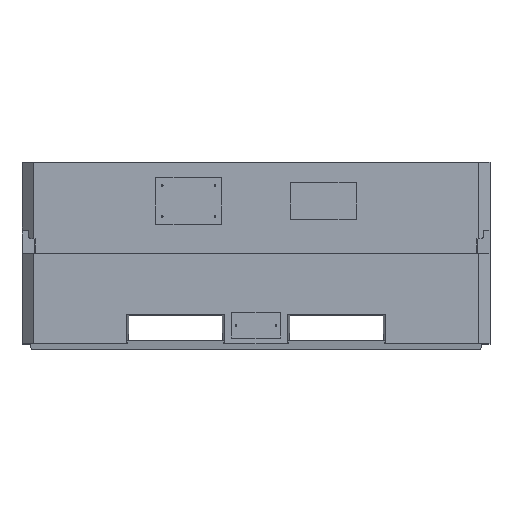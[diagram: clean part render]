
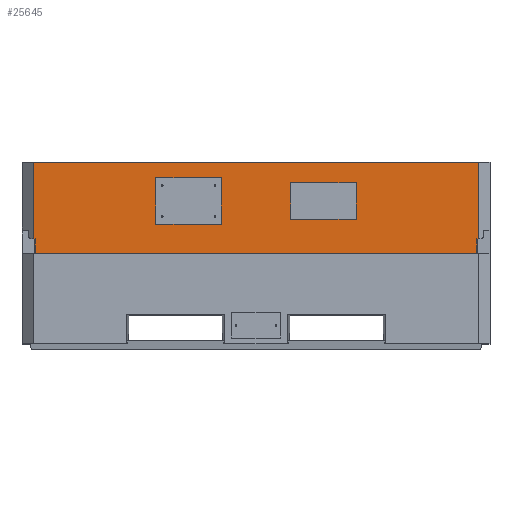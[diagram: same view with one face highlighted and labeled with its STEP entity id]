
A CAD part, top view. The second image highlights one B-rep face of the part: STEP entity #25645.
In plain terms, the highlighted planar face has unit normal (0, 0, 1).
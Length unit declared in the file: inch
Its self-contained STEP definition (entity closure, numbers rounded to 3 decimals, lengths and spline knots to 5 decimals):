
#22742=DIRECTION('',(-1.,0.,0.));
#22743=VECTOR('',#22742,59.);
#22744=CARTESIAN_POINT('',(29.5,0.,0.));
#22745=LINE('',#22744,#22743);
#22746=DIRECTION('',(0.,1.,0.));
#22747=VECTOR('',#22746,1.963);
#22748=CARTESIAN_POINT('',(-29.5,0.,0.));
#22749=LINE('',#22748,#22747);
#22750=DIRECTION('',(1.,-0.018,0.));
#22751=VECTOR('',#22750,0.25004);
#22752=CARTESIAN_POINT('',(-29.75,1.96744,0.));
#22753=LINE('',#22752,#22751);
#22754=DIRECTION('',(1.,0.,0.));
#22755=VECTOR('',#22754,59.5);
#22756=CARTESIAN_POINT('',(-29.75,12.191,0.));
#22757=LINE('',#22756,#22755);
#22758=DIRECTION('',(-1.,-0.018,0.));
#22759=VECTOR('',#22758,0.25004);
#22760=CARTESIAN_POINT('',(29.75,1.96744,0.));
#22761=LINE('',#22760,#22759);
#22762=DIRECTION('',(0.,1.,0.));
#22763=VECTOR('',#22762,1.963);
#22764=CARTESIAN_POINT('',(29.5,0.,0.));
#22765=LINE('',#22764,#22763);
#22766=DIRECTION('',(0.,-1.,0.));
#22767=VECTOR('',#22766,6.16904);
#22768=CARTESIAN_POINT('',(-13.37202,10.08762,0.));
#22769=LINE('',#22768,#22767);
#22770=DIRECTION('',(1.,0.,0.));
#22771=VECTOR('',#22770,8.74404);
#22772=CARTESIAN_POINT('',(-13.37202,3.91858,0.));
#22773=LINE('',#22772,#22771);
#22774=DIRECTION('',(0.,1.,0.));
#22775=VECTOR('',#22774,6.16904);
#22776=CARTESIAN_POINT('',(-4.62798,3.91858,0.));
#22777=LINE('',#22776,#22775);
#22778=DIRECTION('',(-1.,0.,0.));
#22779=VECTOR('',#22778,8.74404);
#22780=CARTESIAN_POINT('',(-4.62798,10.08762,0.));
#22781=LINE('',#22780,#22779);
#22782=DIRECTION('',(-1.,0.,0.));
#22783=VECTOR('',#22782,8.74404);
#22784=CARTESIAN_POINT('',(13.37202,9.42512,0.));
#22785=LINE('',#22784,#22783);
#22786=DIRECTION('',(0.,-1.,0.));
#22787=VECTOR('',#22786,4.84404);
#22788=CARTESIAN_POINT('',(4.62798,9.42512,0.));
#22789=LINE('',#22788,#22787);
#22790=DIRECTION('',(1.,0.,0.));
#22791=VECTOR('',#22790,8.74404);
#22792=CARTESIAN_POINT('',(4.62798,4.58108,0.));
#22793=LINE('',#22792,#22791);
#22794=DIRECTION('',(0.,1.,0.));
#22795=VECTOR('',#22794,4.84404);
#22796=CARTESIAN_POINT('',(13.37202,4.58108,0.));
#22797=LINE('',#22796,#22795);
#22944=DIRECTION('',(0.,1.,0.));
#22945=VECTOR('',#22944,10.22356);
#22946=CARTESIAN_POINT('',(29.75,1.96744,0.));
#22947=LINE('',#22946,#22945);
#23047=DIRECTION('',(0.,1.,0.));
#23048=VECTOR('',#23047,10.22356);
#23049=CARTESIAN_POINT('',(-29.75,1.96744,0.));
#23050=LINE('',#23049,#23048);
#24500=CARTESIAN_POINT('',(29.75,12.191,0.));
#24502=VERTEX_POINT('',#24500);
#24516=CARTESIAN_POINT('',(29.5,0.,0.));
#24518=VERTEX_POINT('',#24516);
#24520=CARTESIAN_POINT('',(29.5,1.963,0.));
#24521=VERTEX_POINT('',#24520);
#24522=CARTESIAN_POINT('',(29.75,1.96744,0.));
#24523=VERTEX_POINT('',#24522);
#24707=CARTESIAN_POINT('',(-29.75,12.191,0.));
#24709=VERTEX_POINT('',#24707);
#24723=CARTESIAN_POINT('',(-29.5,0.,0.));
#24725=VERTEX_POINT('',#24723);
#24727=CARTESIAN_POINT('',(-29.5,1.963,0.));
#24728=VERTEX_POINT('',#24727);
#24729=CARTESIAN_POINT('',(-29.75,1.96744,0.));
#24730=VERTEX_POINT('',#24729);
#24922=CARTESIAN_POINT('',(-13.37202,10.08762,0.));
#24923=CARTESIAN_POINT('',(-13.37202,3.91858,0.));
#24924=VERTEX_POINT('',#24922);
#24925=VERTEX_POINT('',#24923);
#24926=CARTESIAN_POINT('',(-4.62798,3.91858,0.));
#24927=VERTEX_POINT('',#24926);
#24928=CARTESIAN_POINT('',(-4.62798,10.08762,0.));
#24929=VERTEX_POINT('',#24928);
#24938=CARTESIAN_POINT('',(13.37202,9.42512,0.));
#24939=CARTESIAN_POINT('',(4.62798,9.42512,0.));
#24940=VERTEX_POINT('',#24938);
#24941=VERTEX_POINT('',#24939);
#24942=CARTESIAN_POINT('',(4.62798,4.58108,0.));
#24943=VERTEX_POINT('',#24942);
#24944=CARTESIAN_POINT('',(13.37202,4.58108,0.));
#24945=VERTEX_POINT('',#24944);
#25604=CARTESIAN_POINT('',(0.,0.,0.));
#25605=DIRECTION('',(0.,0.,1.));
#25606=DIRECTION('',(1.,0.,0.));
#25607=AXIS2_PLACEMENT_3D('',#25604,#25605,#25606);
#25608=PLANE('',#25607);
#25609=ORIENTED_EDGE('',*,*,#25067,.T.);
#25611=ORIENTED_EDGE('',*,*,#25610,.T.);
#25613=ORIENTED_EDGE('',*,*,#25612,.F.);
#25615=ORIENTED_EDGE('',*,*,#25614,.T.);
#25616=ORIENTED_EDGE('',*,*,#25570,.T.);
#25618=ORIENTED_EDGE('',*,*,#25617,.F.);
#25620=ORIENTED_EDGE('',*,*,#25619,.T.);
#25622=ORIENTED_EDGE('',*,*,#25621,.F.);
#25623=EDGE_LOOP('',(#25609,#25611,#25613,#25615,#25616,#25618,#25620,#25622));
#25624=FACE_OUTER_BOUND('',#25623,.F.);
#25626=ORIENTED_EDGE('',*,*,#25625,.T.);
#25628=ORIENTED_EDGE('',*,*,#25627,.T.);
#25630=ORIENTED_EDGE('',*,*,#25629,.T.);
#25632=ORIENTED_EDGE('',*,*,#25631,.T.);
#25633=EDGE_LOOP('',(#25626,#25628,#25630,#25632));
#25634=FACE_BOUND('',#25633,.F.);
#25636=ORIENTED_EDGE('',*,*,#25635,.T.);
#25638=ORIENTED_EDGE('',*,*,#25637,.T.);
#25640=ORIENTED_EDGE('',*,*,#25639,.T.);
#25642=ORIENTED_EDGE('',*,*,#25641,.T.);
#25643=EDGE_LOOP('',(#25636,#25638,#25640,#25642));
#25644=FACE_BOUND('',#25643,.F.);
#25645=ADVANCED_FACE('',(#25624,#25634,#25644),#25608,.T.);
#25067=EDGE_CURVE('',#24518,#24725,#22745,.T.);
#25570=EDGE_CURVE('',#24709,#24502,#22757,.T.);
#25610=EDGE_CURVE('',#24725,#24728,#22749,.T.);
#25612=EDGE_CURVE('',#24730,#24728,#22753,.T.);
#25614=EDGE_CURVE('',#24730,#24709,#23050,.T.);
#25617=EDGE_CURVE('',#24523,#24502,#22947,.T.);
#25619=EDGE_CURVE('',#24523,#24521,#22761,.T.);
#25621=EDGE_CURVE('',#24518,#24521,#22765,.T.);
#25625=EDGE_CURVE('',#24924,#24925,#22769,.T.);
#25627=EDGE_CURVE('',#24925,#24927,#22773,.T.);
#25629=EDGE_CURVE('',#24927,#24929,#22777,.T.);
#25631=EDGE_CURVE('',#24929,#24924,#22781,.T.);
#25635=EDGE_CURVE('',#24940,#24941,#22785,.T.);
#25637=EDGE_CURVE('',#24941,#24943,#22789,.T.);
#25639=EDGE_CURVE('',#24943,#24945,#22793,.T.);
#25641=EDGE_CURVE('',#24945,#24940,#22797,.T.);
